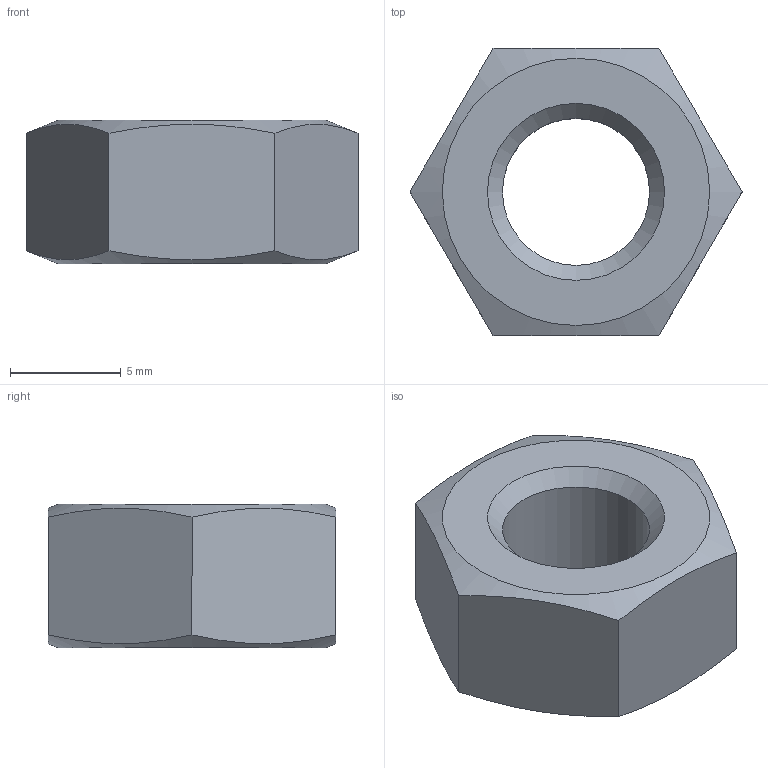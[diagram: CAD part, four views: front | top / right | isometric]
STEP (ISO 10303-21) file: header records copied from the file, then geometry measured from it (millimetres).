
FILE_DESCRIPTION (( 'STEP AP203' ), '1' );
FILE_NAME ('ecrou_din934_m8-10.STEP', '2026-01-20T11:21:55', ( '' ), ( '' ), 'SwSTEP 2.0', 'SolidWorks 2024', '' );
FILE_SCHEMA (( 'CONFIG_CONTROL_DESIGN' ));
Length unit declared in the file: millimetre
Products named in the file (1): ecrou_din934_m8-10
Bounding box: 15.01 x 13 x 6.5 mm (x, y, z)
Volume: 703.8 mm3; surface area: 612.2 mm2
Topology: 1 solids, 1 shells, 13 faces, 29 edges, 18 vertices
Faces by surface type: plane 8, cone 4, cylinder 1
Full cylindrical faces by diameter (mm): 6.647 x1
Entity records: 399 total; most frequent: CARTESIAN_POINT 80, ORIENTED_EDGE 48, DIRECTION 46, EDGE_CURVE 24, EDGE_LOOP 20, AXIS2_PLACEMENT_3D 20, VERTEX_POINT 18, FACE_OUTER_BOUND 14
